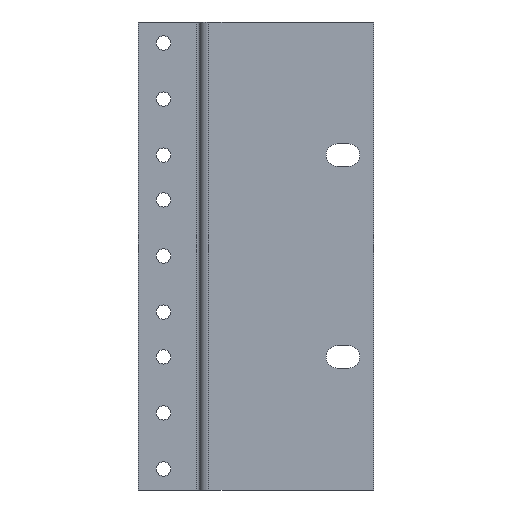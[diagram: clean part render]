
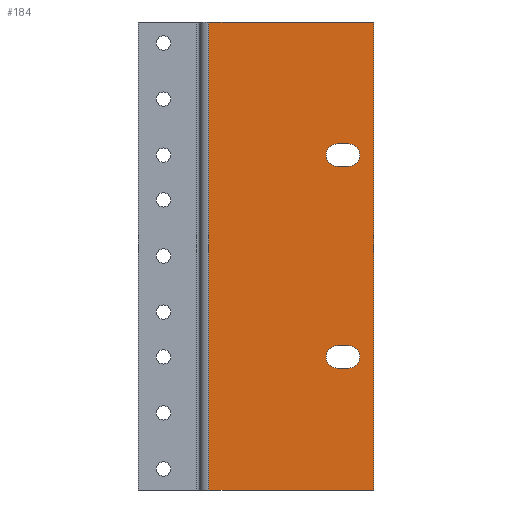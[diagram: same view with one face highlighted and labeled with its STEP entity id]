
A CAD part, front view. The second image highlights one B-rep face of the part: STEP entity #184.
In plain terms, the highlighted planar face has unit normal (0, -1, 0).
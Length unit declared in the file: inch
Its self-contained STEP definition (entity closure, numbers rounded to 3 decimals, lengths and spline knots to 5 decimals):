
#1 = VERTEX_POINT ( 'NONE', #402 ) ;
#4 = EDGE_CURVE ( 'NONE', #70, #287, #759, .T. ) ;
#6 = EDGE_CURVE ( 'NONE', #979, #661, #537, .T. ) ;
#20 = EDGE_CURVE ( 'NONE', #252, #979, #354, .T. ) ;
#30 = DIRECTION ( 'NONE',  ( 0., 1., 0. ) ) ;
#31 = EDGE_CURVE ( 'NONE', #1, #87, #530, .T. ) ;
#34 = DIRECTION ( 'NONE',  ( 0., 0., 1. ) ) ;
#39 = ORIENTED_EDGE ( 'NONE', *, *, #6, .T. ) ;
#48 = DIRECTION ( 'NONE',  ( 0., 0., -1. ) ) ;
#70 = VERTEX_POINT ( 'NONE', #640 ) ;
#87 = VERTEX_POINT ( 'NONE', #800 ) ;
#94 = AXIS2_PLACEMENT_3D ( 'NONE', #432, #903, #580 ) ;
#98 = VERTEX_POINT ( 'NONE', #797 ) ;
#99 = CARTESIAN_POINT ( 'NONE',  ( 0.906, 0., -1. ) ) ;
#101 = CARTESIAN_POINT ( 'NONE',  ( 0.906, 0., -1.125 ) ) ;
#123 = CARTESIAN_POINT ( 'NONE',  ( 1.031, 0., -1. ) ) ;
#126 = VECTOR ( 'NONE', #828, 39.37008 ) ;
#136 = CARTESIAN_POINT ( 'NONE',  ( 1.031, 0., -1.125 ) ) ;
#137 = ORIENTED_EDGE ( 'NONE', *, *, #4, .T. ) ;
#152 = DIRECTION ( 'NONE',  ( -1., 0., 0. ) ) ;
#156 = VERTEX_POINT ( 'NONE', #292 ) ;
#161 = VECTOR ( 'NONE', #254, 39.37008 ) ;
#162 = ORIENTED_EDGE ( 'NONE', *, *, #190, .T. ) ;
#172 = EDGE_CURVE ( 'NONE', #625, #252, #426, .T. ) ;
#178 = ORIENTED_EDGE ( 'NONE', *, *, #286, .T. ) ;
#181 = VECTOR ( 'NONE', #152, 39.37008 ) ;
#184 = ADVANCED_FACE ( 'NONE', ( #376, #985, #365 ), #442, .T. ) ;
#190 = EDGE_CURVE ( 'NONE', #752, #156, #854, .T. ) ;
#193 = CARTESIAN_POINT ( 'NONE',  ( 0.906, 0., 1.125 ) ) ;
#220 = EDGE_CURVE ( 'NONE', #156, #1, #731, .T. ) ;
#233 = LINE ( 'NONE', #602, #430 ) ;
#244 = ORIENTED_EDGE ( 'NONE', *, *, #31, .T. ) ;
#252 = VERTEX_POINT ( 'NONE', #672 ) ;
#254 = DIRECTION ( 'NONE',  ( 1., 0., 0. ) ) ;
#283 = CARTESIAN_POINT ( 'NONE',  ( -1.3125, 0., 1.25 ) ) ;
#286 = EDGE_CURVE ( 'NONE', #661, #625, #818, .T. ) ;
#287 = VERTEX_POINT ( 'NONE', #746 ) ;
#292 = CARTESIAN_POINT ( 'NONE',  ( 1.031, 0., 1. ) ) ;
#298 = DIRECTION ( 'NONE',  ( 1., 0., 0. ) ) ;
#309 = VECTOR ( 'NONE', #298, 39.37008 ) ;
#354 = CIRCLE ( 'NONE', #720, 0.125 ) ;
#365 = FACE_BOUND ( 'NONE', #468, .T. ) ;
#368 = LINE ( 'NONE', #283, #309 ) ;
#371 = DIRECTION ( 'NONE',  ( -1., 0., 0. ) ) ;
#376 = FACE_OUTER_BOUND ( 'NONE', #782, .T. ) ;
#395 = DIRECTION ( 'NONE',  ( 0., 0., 1. ) ) ;
#402 = CARTESIAN_POINT ( 'NONE',  ( 0.906, 0., 1. ) ) ;
#410 = DIRECTION ( 'NONE',  ( 0., 1., 0. ) ) ;
#426 = LINE ( 'NONE', #742, #500 ) ;
#430 = VECTOR ( 'NONE', #395, 39.37008 ) ;
#432 = CARTESIAN_POINT ( 'NONE',  ( 1.031, 0., 1.125 ) ) ;
#438 = ORIENTED_EDGE ( 'NONE', *, *, #483, .T. ) ;
#442 = PLANE ( 'NONE',  #591 ) ;
#447 = VECTOR ( 'NONE', #462, 39.37008 ) ;
#457 = ORIENTED_EDGE ( 'NONE', *, *, #617, .T. ) ;
#462 = DIRECTION ( 'NONE',  ( 1., 0., 0. ) ) ;
#468 = EDGE_LOOP ( 'NONE', ( #244, #685, #162, #714 ) ) ;
#483 = EDGE_CURVE ( 'NONE', #997, #98, #995, .T. ) ;
#500 = VECTOR ( 'NONE', #371, 39.37008 ) ;
#507 = CARTESIAN_POINT ( 'NONE',  ( 1.3125, 0., 2.609 ) ) ;
#525 = DIRECTION ( 'NONE',  ( 0., 1., 0. ) ) ;
#530 = CIRCLE ( 'NONE', #551, 0.125 ) ;
#537 = LINE ( 'NONE', #845, #447 ) ;
#543 = ORIENTED_EDGE ( 'NONE', *, *, #794, .T. ) ;
#551 = AXIS2_PLACEMENT_3D ( 'NONE', #193, #30, #34 ) ;
#580 = DIRECTION ( 'NONE',  ( 0., 0., 1. ) ) ;
#583 = DIRECTION ( 'NONE',  ( 0., 0., 1. ) ) ;
#586 = CARTESIAN_POINT ( 'NONE',  ( -0.52469, 0., -2.609 ) ) ;
#591 = AXIS2_PLACEMENT_3D ( 'NONE', #665, #593, #660 ) ;
#593 = DIRECTION ( 'NONE',  ( 0., -1., 0. ) ) ;
#602 = CARTESIAN_POINT ( 'NONE',  ( 1.3125, 0., -2.609 ) ) ;
#617 = EDGE_CURVE ( 'NONE', #98, #70, #826, .T. ) ;
#620 = CARTESIAN_POINT ( 'NONE',  ( 1.031, 0., 1.25 ) ) ;
#625 = VERTEX_POINT ( 'NONE', #890 ) ;
#640 = CARTESIAN_POINT ( 'NONE',  ( -0.52469, 0., -2.609 ) ) ;
#660 = DIRECTION ( 'NONE',  ( 0., 0., -1. ) ) ;
#661 = VERTEX_POINT ( 'NONE', #123 ) ;
#665 = CARTESIAN_POINT ( 'NONE',  ( -1.3125, 0., -2.609 ) ) ;
#672 = CARTESIAN_POINT ( 'NONE',  ( 0.906, 0., -1.25 ) ) ;
#677 = CARTESIAN_POINT ( 'NONE',  ( -1.3125, 0., 1. ) ) ;
#685 = ORIENTED_EDGE ( 'NONE', *, *, #729, .T. ) ;
#704 = CARTESIAN_POINT ( 'NONE',  ( -1.3125, 0., -2.609 ) ) ;
#708 = DIRECTION ( 'NONE',  ( 0., 0., 1. ) ) ;
#714 = ORIENTED_EDGE ( 'NONE', *, *, #220, .T. ) ;
#720 = AXIS2_PLACEMENT_3D ( 'NONE', #101, #410, #708 ) ;
#729 = EDGE_CURVE ( 'NONE', #87, #752, #368, .T. ) ;
#731 = LINE ( 'NONE', #677, #126 ) ;
#733 = VECTOR ( 'NONE', #48, 39.37008 ) ;
#742 = CARTESIAN_POINT ( 'NONE',  ( -1.3125, 0., -1.25 ) ) ;
#743 = EDGE_LOOP ( 'NONE', ( #39, #178, #913, #863 ) ) ;
#746 = CARTESIAN_POINT ( 'NONE',  ( 1.3125, 0., -2.609 ) ) ;
#752 = VERTEX_POINT ( 'NONE', #620 ) ;
#759 = LINE ( 'NONE', #704, #161 ) ;
#782 = EDGE_LOOP ( 'NONE', ( #137, #543, #438, #457 ) ) ;
#794 = EDGE_CURVE ( 'NONE', #287, #997, #233, .T. ) ;
#797 = CARTESIAN_POINT ( 'NONE',  ( -0.52469, 0., 2.609 ) ) ;
#800 = CARTESIAN_POINT ( 'NONE',  ( 0.906, 0., 1.25 ) ) ;
#818 = CIRCLE ( 'NONE', #915, 0.125 ) ;
#826 = LINE ( 'NONE', #586, #733 ) ;
#828 = DIRECTION ( 'NONE',  ( -1., 0., 0. ) ) ;
#845 = CARTESIAN_POINT ( 'NONE',  ( -1.3125, 0., -1. ) ) ;
#854 = CIRCLE ( 'NONE', #94, 0.125 ) ;
#863 = ORIENTED_EDGE ( 'NONE', *, *, #20, .T. ) ;
#890 = CARTESIAN_POINT ( 'NONE',  ( 1.031, 0., -1.25 ) ) ;
#903 = DIRECTION ( 'NONE',  ( 0., 1., 0. ) ) ;
#913 = ORIENTED_EDGE ( 'NONE', *, *, #172, .T. ) ;
#915 = AXIS2_PLACEMENT_3D ( 'NONE', #136, #525, #583 ) ;
#919 = CARTESIAN_POINT ( 'NONE',  ( -1.3125, 0., 2.609 ) ) ;
#979 = VERTEX_POINT ( 'NONE', #99 ) ;
#985 = FACE_BOUND ( 'NONE', #743, .T. ) ;
#995 = LINE ( 'NONE', #919, #181 ) ;
#997 = VERTEX_POINT ( 'NONE', #507 ) ;
